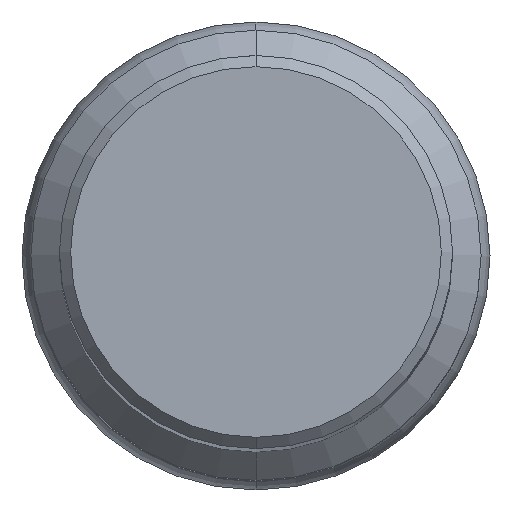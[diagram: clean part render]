
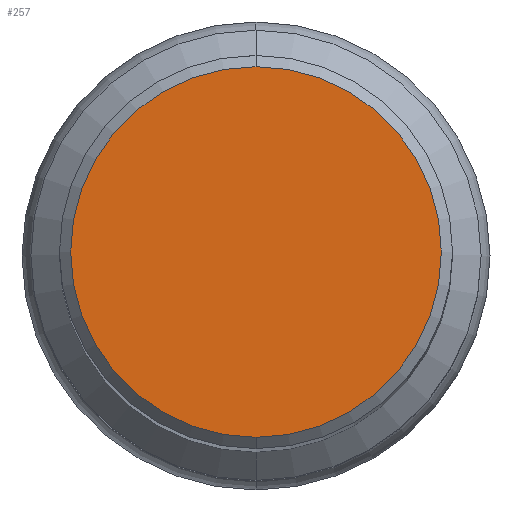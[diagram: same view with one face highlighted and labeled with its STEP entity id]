
A CAD part, top view. The second image highlights one B-rep face of the part: STEP entity #257.
In plain terms, the highlighted planar face has unit normal (0, 0, 1).
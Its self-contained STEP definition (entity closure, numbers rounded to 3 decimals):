
#239=VERTEX_POINT('',#561);
#257=ADVANCED_FACE('',(#581),#582,.T.);
#271=VERTEX_POINT('',#598);
#301=EDGE_CURVE('',#239,#271,#633,.T.);
#383=EDGE_CURVE('',#271,#239,#724,.T.);
#561=CARTESIAN_POINT('',(0.,-19.8,0.0));
#581=FACE_OUTER_BOUND('',#979,.T.);
#582=PLANE('',#980);
#598=CARTESIAN_POINT('',(0.0,19.8,0.0));
#633=CIRCLE('',#1080,19.8);
#724=CIRCLE('',#1267,19.8);
#979=EDGE_LOOP('',(#1687,#1688));
#980=AXIS2_PLACEMENT_3D('',#1689,#1690,#1691);
#1080=AXIS2_PLACEMENT_3D('',#1775,#1776,#1777);
#1267=AXIS2_PLACEMENT_3D('',#1885,#1886,#1887);
#1687=ORIENTED_EDGE('',*,*,#383,.F.);
#1688=ORIENTED_EDGE('',*,*,#301,.F.);
#1689=CARTESIAN_POINT('',(0.0,9.9,0.0));
#1690=DIRECTION('',(-0.0,0.0,1.0));
#1691=DIRECTION('',(0.0,-1.0,0.0));
#1775=CARTESIAN_POINT('',(0.0,0.0,0.0));
#1776=DIRECTION('',(0.0,0.0,-1.0));
#1777=DIRECTION('',(0.0,1.0,0.0));
#1885=CARTESIAN_POINT('',(0.0,0.0,0.0));
#1886=DIRECTION('',(0.0,0.0,-1.0));
#1887=DIRECTION('',(0.0,1.0,0.0));
